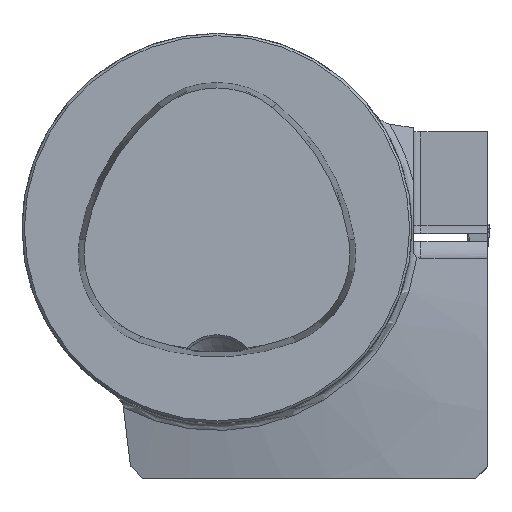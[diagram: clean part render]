
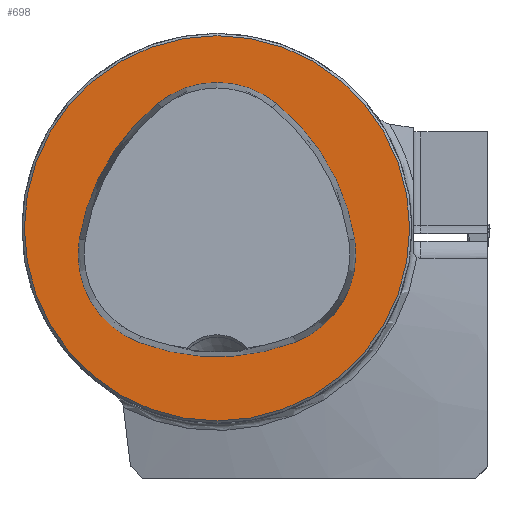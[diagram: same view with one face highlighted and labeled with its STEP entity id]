
A CAD part, top view. The second image highlights one B-rep face of the part: STEP entity #698.
In plain terms, the highlighted planar face has unit normal (0, 0, 1).
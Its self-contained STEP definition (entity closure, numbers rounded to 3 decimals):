
#157=FACE_BOUND('',#1017,.T.);
#158=FACE_BOUND('',#1018,.T.);
#241=PLANE('',#2877);
#698=ADVANCED_FACE('CU_FL_N1_SU_1',(#157,#158),#241,.T.);
#1017=EDGE_LOOP('',(#1419,#1420,#1421,#1422,#1423,#1424));
#1018=EDGE_LOOP('',(#1425));
#1165=CIRCLE('',#2868,28.075);
#1167=CIRCLE('',#2871,28.075);
#1168=CIRCLE('',#2872,12.075);
#1169=CIRCLE('',#2873,12.075);
#1170=CIRCLE('',#2874,28.075);
#1171=CIRCLE('',#2875,12.075);
#1172=CIRCLE('',#2876,24.7);
#1419=ORIENTED_EDGE('',*,*,#2425,.F.);
#1420=ORIENTED_EDGE('',*,*,#2426,.F.);
#1421=ORIENTED_EDGE('',*,*,#2418,.F.);
#1422=ORIENTED_EDGE('',*,*,#2427,.F.);
#1423=ORIENTED_EDGE('',*,*,#2428,.F.);
#1424=ORIENTED_EDGE('',*,*,#2429,.F.);
#1425=ORIENTED_EDGE('',*,*,#2430,.T.);
#2134=VERTEX_POINT('',#4387);
#2135=VERTEX_POINT('',#4389);
#2141=VERTEX_POINT('',#4421);
#2142=VERTEX_POINT('',#4422);
#2143=VERTEX_POINT('',#4425);
#2144=VERTEX_POINT('',#4427);
#2145=VERTEX_POINT('',#4430);
#2418=EDGE_CURVE('',#2134,#2135,#1165,.T.);
#2425=EDGE_CURVE('',#2141,#2142,#1167,.T.);
#2426=EDGE_CURVE('',#2135,#2141,#1168,.T.);
#2427=EDGE_CURVE('',#2143,#2134,#1169,.T.);
#2428=EDGE_CURVE('',#2144,#2143,#1170,.T.);
#2429=EDGE_CURVE('',#2142,#2144,#1171,.T.);
#2430=EDGE_CURVE('',#2145,#2145,#1172,.T.);
#2868=AXIS2_PLACEMENT_3D('',#4388,#3238,#3239);
#2871=AXIS2_PLACEMENT_3D('',#4420,#3245,#3246);
#2872=AXIS2_PLACEMENT_3D('',#4423,#3247,#3248);
#2873=AXIS2_PLACEMENT_3D('',#4424,#3249,#3250);
#2874=AXIS2_PLACEMENT_3D('',#4426,#3251,#3252);
#2875=AXIS2_PLACEMENT_3D('',#4428,#3253,#3254);
#2876=AXIS2_PLACEMENT_3D('',#4429,#3255,#3256);
#2877=AXIS2_PLACEMENT_3D('',#4431,#3257,#3258);
#3238=DIRECTION('',(0.,0.,1.));
#3239=DIRECTION('',(-1.,0.,0.));
#3245=DIRECTION('',(0.,0.,1.));
#3246=DIRECTION('',(-1.,0.,0.));
#3247=DIRECTION('',(0.,0.,1.));
#3248=DIRECTION('',(-1.,0.,0.));
#3249=DIRECTION('',(0.,0.,1.));
#3250=DIRECTION('',(-1.,0.,0.));
#3251=DIRECTION('',(0.,0.,1.));
#3252=DIRECTION('',(-1.,0.,0.));
#3253=DIRECTION('',(0.,0.,1.));
#3254=DIRECTION('',(-1.,0.,0.));
#3255=DIRECTION('',(0.,0.,1.));
#3256=DIRECTION('',(-1.,0.,0.));
#3257=DIRECTION('',(0.,0.,1.));
#3258=DIRECTION('',(-1.,0.,0.));
#4387=CARTESIAN_POINT('',(-10.05,-14.595,0.));
#4388=CARTESIAN_POINT('',(0.,11.62,0.));
#4389=CARTESIAN_POINT('',(10.05,-14.595,0.));
#4420=CARTESIAN_POINT('',(-10.078,-5.807,0.));
#4421=CARTESIAN_POINT('',(17.656,-1.443,0.));
#4422=CARTESIAN_POINT('',(7.606,15.999,0.));
#4423=CARTESIAN_POINT('',(5.727,-3.32,0.));
#4424=CARTESIAN_POINT('',(-5.727,-3.32,0.));
#4425=CARTESIAN_POINT('',(-17.656,-1.443,0.));
#4426=CARTESIAN_POINT('',(10.078,-5.807,0.));
#4427=CARTESIAN_POINT('',(-7.606,15.999,0.));
#4428=CARTESIAN_POINT('',(0.,6.62,0.));
#4429=CARTESIAN_POINT('',(0.,0.,0.));
#4430=CARTESIAN_POINT('',(-24.7,0.,0.));
#4431=CARTESIAN_POINT('',(0.,0.,0.));
